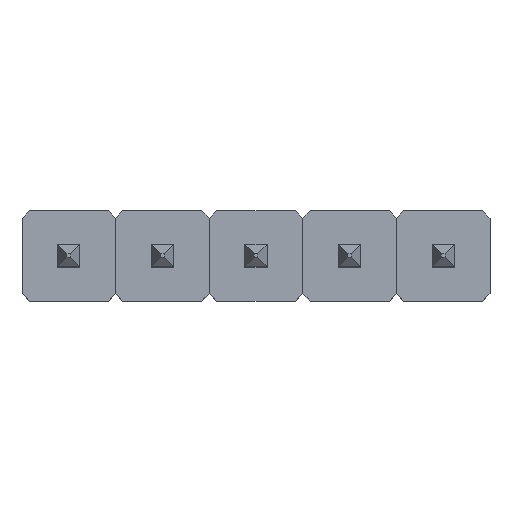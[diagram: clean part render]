
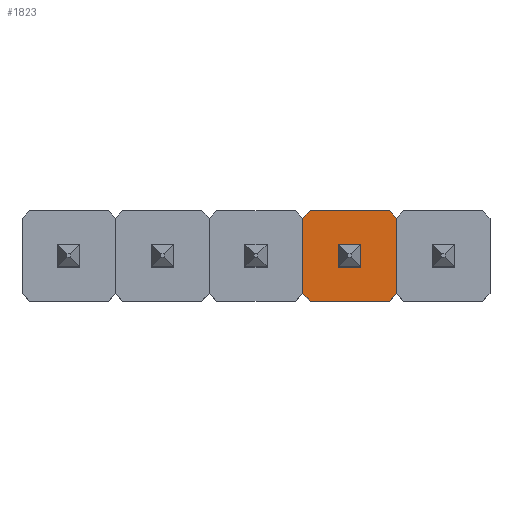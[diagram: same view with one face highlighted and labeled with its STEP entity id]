
A CAD part, top view. The second image highlights one B-rep face of the part: STEP entity #1823.
In plain terms, the highlighted planar face has unit normal (0, 0, 1).
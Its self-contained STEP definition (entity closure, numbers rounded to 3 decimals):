
#1620=CARTESIAN_POINT('',(8.69,-1.225,1.7));
#1621=VERTEX_POINT('',#1620);
#1628=CARTESIAN_POINT('',(6.55,-1.225,1.7));
#1629=VERTEX_POINT('',#1628);
#1630=CARTESIAN_POINT('',(8.69,-1.225,1.7));
#1631=DIRECTION('',(-1.0,0.0,0.0));
#1632=VECTOR('',#1631,2.14);
#1633=LINE('',#1630,#1632);
#1634=EDGE_CURVE('',#1621,#1629,#1633,.T.);
#1651=CARTESIAN_POINT('',(6.55,1.225,1.7));
#1652=VERTEX_POINT('',#1651);
#1659=CARTESIAN_POINT('',(8.69,1.225,1.7));
#1660=VERTEX_POINT('',#1659);
#1661=CARTESIAN_POINT('',(6.55,1.225,1.7));
#1662=DIRECTION('',(1.0,0.0,0.0));
#1663=VECTOR('',#1662,2.14);
#1664=LINE('',#1661,#1663);
#1665=EDGE_CURVE('',#1652,#1660,#1664,.T.);
#1683=CARTESIAN_POINT('',(8.89,1.025,1.7));
#1684=VERTEX_POINT('',#1683);
#1685=CARTESIAN_POINT('',(8.69,1.225,1.7));
#1686=DIRECTION('',(0.707,-0.707,0.0));
#1687=VECTOR('',#1686,0.283);
#1688=LINE('',#1685,#1687);
#1689=EDGE_CURVE('',#1660,#1684,#1688,.T.);
#1707=CARTESIAN_POINT('',(8.89,-1.025,1.7));
#1708=VERTEX_POINT('',#1707);
#1709=CARTESIAN_POINT('',(8.89,1.025,1.7));
#1710=DIRECTION('',(0.0,-1.0,0.0));
#1711=VECTOR('',#1710,2.05);
#1712=LINE('',#1709,#1711);
#1713=EDGE_CURVE('',#1684,#1708,#1712,.T.);
#1731=CARTESIAN_POINT('',(8.89,-1.025,1.7));
#1732=DIRECTION('',(-0.707,-0.707,0.0));
#1733=VECTOR('',#1732,0.283);
#1734=LINE('',#1731,#1733);
#1735=EDGE_CURVE('',#1708,#1621,#1734,.T.);
#1748=CARTESIAN_POINT('',(6.35,-1.025,1.7));
#1749=VERTEX_POINT('',#1748);
#1750=CARTESIAN_POINT('',(6.55,-1.225,1.7));
#1751=DIRECTION('',(-0.707,0.707,0.0));
#1752=VECTOR('',#1751,0.283);
#1753=LINE('',#1750,#1752);
#1754=EDGE_CURVE('',#1629,#1749,#1753,.T.);
#1772=CARTESIAN_POINT('',(6.35,1.025,1.7));
#1773=VERTEX_POINT('',#1772);
#1774=CARTESIAN_POINT('',(6.35,-1.025,1.7));
#1775=DIRECTION('',(0.0,1.0,0.0));
#1776=VECTOR('',#1775,2.05);
#1777=LINE('',#1774,#1776);
#1778=EDGE_CURVE('',#1749,#1773,#1777,.T.);
#1796=CARTESIAN_POINT('',(6.35,1.025,1.7));
#1797=DIRECTION('',(0.707,0.707,0.0));
#1798=VECTOR('',#1797,0.283);
#1799=LINE('',#1796,#1798);
#1800=EDGE_CURVE('',#1773,#1652,#1799,.T.);
#1808=CARTESIAN_POINT('',(7.62,0.,1.7));
#1809=DIRECTION('',(0.0,0.0,1.0));
#1810=DIRECTION('',(1.0,0.0,0.0));
#1811=AXIS2_PLACEMENT_3D('',#1808,#1809,#1810);
#1812=PLANE('',#1811);
#1813=ORIENTED_EDGE('',*,*,#1665,.F.);
#1814=ORIENTED_EDGE('',*,*,#1800,.F.);
#1815=ORIENTED_EDGE('',*,*,#1778,.F.);
#1816=ORIENTED_EDGE('',*,*,#1754,.F.);
#1817=ORIENTED_EDGE('',*,*,#1634,.F.);
#1818=ORIENTED_EDGE('',*,*,#1735,.F.);
#1819=ORIENTED_EDGE('',*,*,#1713,.F.);
#1820=ORIENTED_EDGE('',*,*,#1689,.F.);
#1821=EDGE_LOOP('',(#1813,#1814,#1815,#1816,#1817,#1818,#1819,#1820));
#1822=FACE_OUTER_BOUND('',#1821,.T.);
#1823=ADVANCED_FACE('',(#1822),#1812,.T.);
